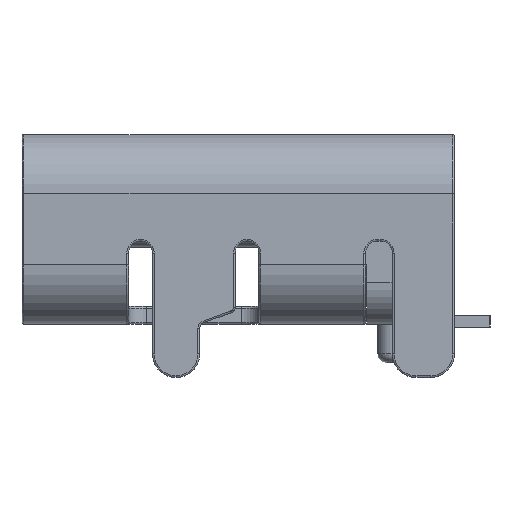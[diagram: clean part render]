
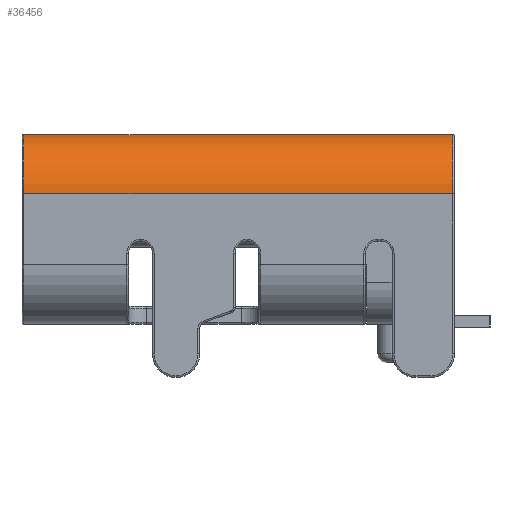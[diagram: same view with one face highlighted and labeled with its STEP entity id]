
A CAD part, left-side view. The second image highlights one B-rep face of the part: STEP entity #36456.
In plain terms, the highlighted cylindrical face has radius 1 mm (diameter 2 mm), a partial arc.
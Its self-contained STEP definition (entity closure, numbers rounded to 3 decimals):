
#95 = DIRECTION ( 'NONE',  ( 0., -1., 0. ) ) ;
#301 = CARTESIAN_POINT ( 'NONE',  ( -4.47, 2.6, 2.25 ) ) ;
#1389 = EDGE_LOOP ( 'NONE', ( #20509, #17451, #7960, #19222 ) ) ;
#2440 = VERTEX_POINT ( 'NONE', #12377 ) ;
#3322 = CIRCLE ( 'NONE', #36511, 1. ) ;
#3721 = CARTESIAN_POINT ( 'NONE',  ( -3.47, 2.57, 3.25 ) ) ;
#5428 = DIRECTION ( 'NONE',  ( 0., 0., -1. ) ) ;
#6057 = CARTESIAN_POINT ( 'NONE',  ( -4.47, 2.57, 2.25 ) ) ;
#7960 = ORIENTED_EDGE ( 'NONE', *, *, #35804, .F. ) ;
#8434 = LINE ( 'NONE', #301, #24299 ) ;
#10047 = DIRECTION ( 'NONE',  ( 0., 0., 1. ) ) ;
#12377 = CARTESIAN_POINT ( 'NONE',  ( -4.47, -4.67, 2.25 ) ) ;
#15914 = CARTESIAN_POINT ( 'NONE',  ( -3.47, -4.67, 2.25 ) ) ;
#16929 = VERTEX_POINT ( 'NONE', #35688 ) ;
#17451 = ORIENTED_EDGE ( 'NONE', *, *, #19714, .T. ) ;
#19222 = ORIENTED_EDGE ( 'NONE', *, *, #24007, .T. ) ;
#19714 = EDGE_CURVE ( 'NONE', #2440, #16929, #3322, .T. ) ;
#19948 = VECTOR ( 'NONE', #22995, 1000. ) ;
#20509 = ORIENTED_EDGE ( 'NONE', *, *, #29171, .T. ) ;
#21623 = VERTEX_POINT ( 'NONE', #6057 ) ;
#22110 = AXIS2_PLACEMENT_3D ( 'NONE', #26015, #95, #5428 ) ;
#22313 = DIRECTION ( 'NONE',  ( 0., 1., 0. ) ) ;
#22995 = DIRECTION ( 'NONE',  ( 0., -1., 0. ) ) ;
#23848 = CYLINDRICAL_SURFACE ( 'NONE', #32191, 1. ) ;
#24007 = EDGE_CURVE ( 'NONE', #34984, #21623, #28790, .T. ) ;
#24299 = VECTOR ( 'NONE', #34752, 1000. ) ;
#26015 = CARTESIAN_POINT ( 'NONE',  ( -3.47, 2.57, 2.25 ) ) ;
#27134 = DIRECTION ( 'NONE',  ( 0., -1., 0. ) ) ;
#27794 = DIRECTION ( 'NONE',  ( 0., 0., -1. ) ) ;
#28725 = CARTESIAN_POINT ( 'NONE',  ( -3.47, 2.6, 3.25 ) ) ;
#28790 = CIRCLE ( 'NONE', #22110, 1. ) ;
#29171 = EDGE_CURVE ( 'NONE', #21623, #2440, #8434, .T. ) ;
#29698 = CARTESIAN_POINT ( 'NONE',  ( -3.47, 2.6, 2.25 ) ) ;
#29891 = FACE_OUTER_BOUND ( 'NONE', #1389, .T. ) ;
#31510 = LINE ( 'NONE', #28725, #19948 ) ;
#32191 = AXIS2_PLACEMENT_3D ( 'NONE', #29698, #27134, #27794 ) ;
#34752 = DIRECTION ( 'NONE',  ( 0., -1., 0. ) ) ;
#34984 = VERTEX_POINT ( 'NONE', #3721 ) ;
#35688 = CARTESIAN_POINT ( 'NONE',  ( -3.47, -4.67, 3.25 ) ) ;
#35804 = EDGE_CURVE ( 'NONE', #34984, #16929, #31510, .T. ) ;
#36456 = ADVANCED_FACE ( 'NONE', ( #29891 ), #23848, .T. ) ;
#36511 = AXIS2_PLACEMENT_3D ( 'NONE', #15914, #22313, #10047 ) ;
